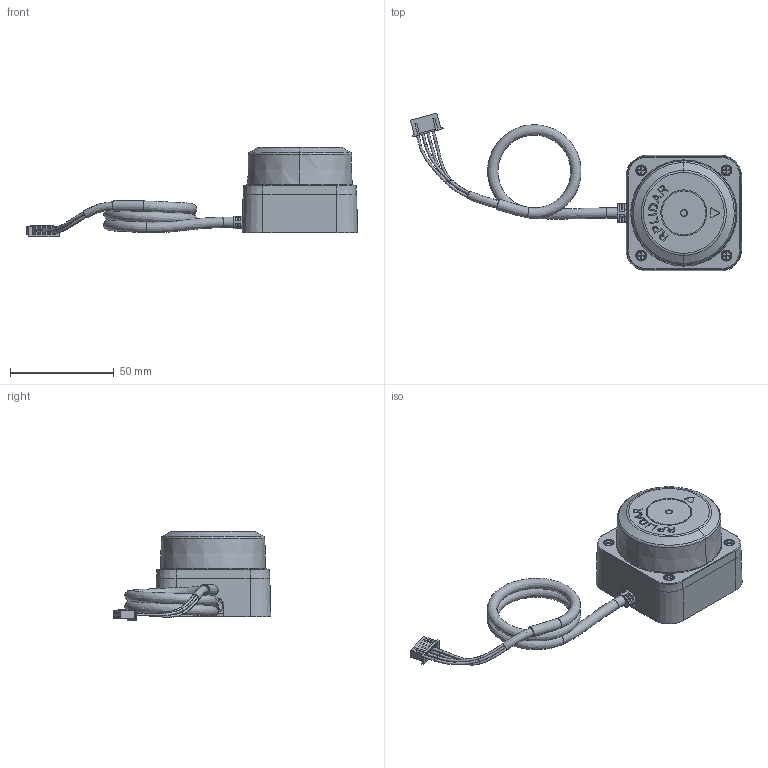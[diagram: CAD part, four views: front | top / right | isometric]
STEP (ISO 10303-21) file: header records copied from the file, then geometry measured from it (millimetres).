
FILE_DESCRIPTION(/* description */ (''),/* implementation_level */ '2;1');
FILE_NAME(/* name */ 'C1M1_appearance_V2_20230926.stp',/* time_stamp */ '2023-09-26T09:34:03+08:00',/* author */ (''),/* organization */ (''),/* preprocessor_version */ 'ST-DEVELOPER v16',/* originating_system */ 'SIEMENS PLM Software NX 11.0',/* authorisation */ '');
FILE_SCHEMA (('AUTOMOTIVE_DESIGN { 1 0 10303 214 3 1 1 1 }'));
Length unit declared in the file: millimetre
Products named in the file (1): davi0C08CA42kk0b
Bounding box: 159.46 x 75.89 x 43.14 mm (x, y, z)
Volume: 39367.9 mm3; surface area: 47687.6 mm2
Topology: 22 solids, 22 shells, 2027 faces, 5549 edges, 3635 vertices
Faces by surface type: plane 837, cylinder 670, bspline 218, cone 159, torus 59, extrusion 58, sphere 18, revolution 8
Full cylindrical faces by diameter (mm): 1.24 x24, 21.2 x1, 22.2 x1
Entity records: 109608 total; most frequent: CARTESIAN_POINT 60898, ORIENTED_EDGE 10798, DIRECTION 9082, EDGE_CURVE 5399, VERTEX_POINT 3570, AXIS2_PLACEMENT_3D 3279, VECTOR 2516, LINE 2458
